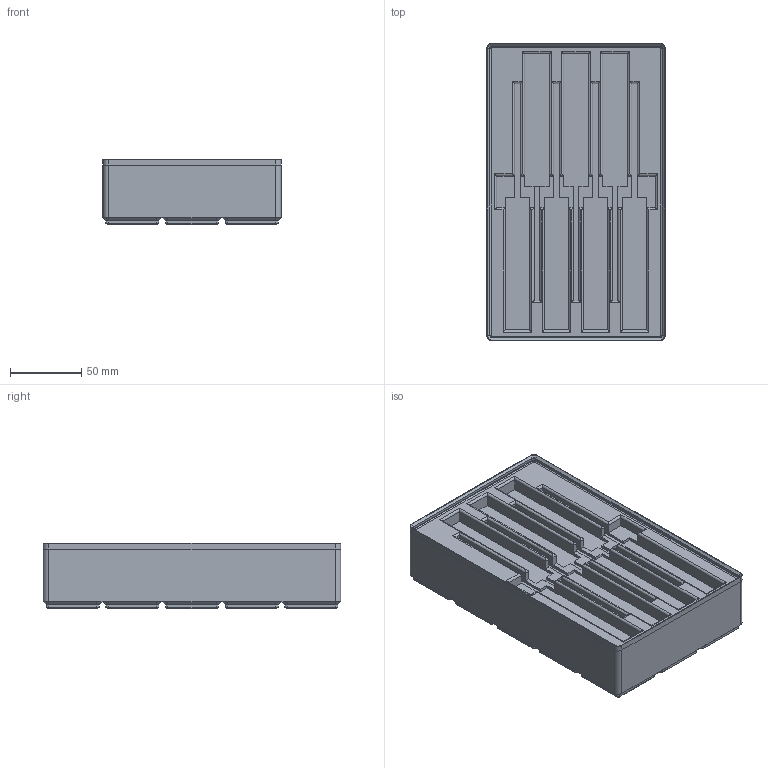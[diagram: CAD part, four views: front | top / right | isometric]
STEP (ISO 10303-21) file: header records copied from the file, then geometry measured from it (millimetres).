
FILE_DESCRIPTION(('FreeCAD Model'),'2;1');
FILE_NAME('Open CASCADE Shape Model','2025-02-20T22:27:48',(''),(''), 'Open CASCADE STEP processor 7.8','FreeCAD','Unknown');
FILE_SCHEMA(('AUTOMOTIVE_DESIGN { 1 0 10303 214 1 1 1 1 }'));
Length unit declared in the file: millimetre
Products named in the file (1): ScrewDrivers
Bounding box: 125.5 x 209.5 x 46 mm (x, y, z)
Volume: 934052.5 mm3; surface area: 116351.4 mm2
Topology: 1 solids, 1 shells, 2563 faces, 5489 edges, 2992 vertices
Faces by surface type: plane 1815, cylinder 616, cone 128, revolution 4
Full cylindrical faces by diameter (mm): 3 x60
Entity records: 66209 total; most frequent: DIRECTION 11729, CARTESIAN_POINT 11309, ORIENTED_EDGE 10978, EDGE_CURVE 5489, AXIS2_PLACEMENT_3D 3916, LINE 3893, VECTOR 3893, VERTEX_POINT 2992
